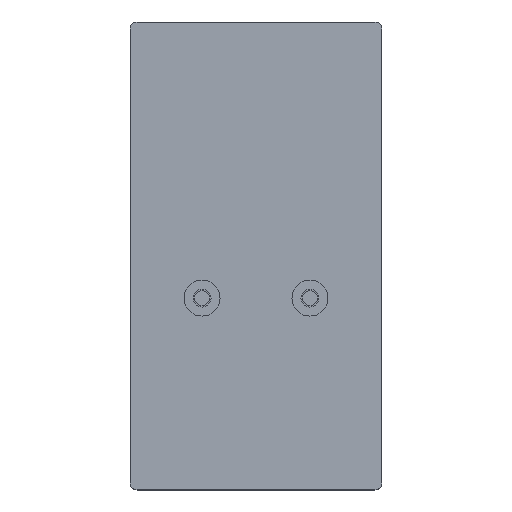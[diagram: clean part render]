
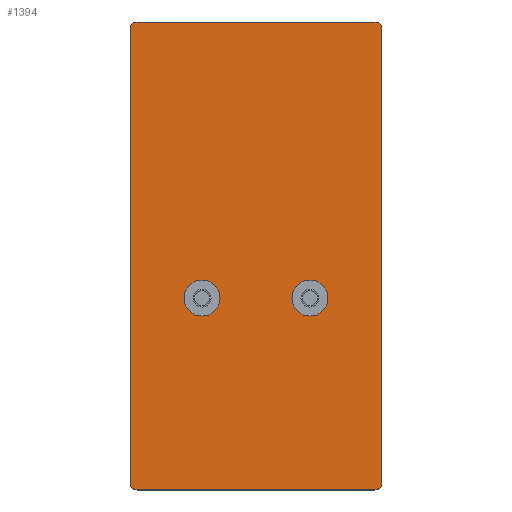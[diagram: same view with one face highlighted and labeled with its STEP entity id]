
A CAD part, top view. The second image highlights one B-rep face of the part: STEP entity #1394.
In plain terms, the highlighted face is planar.
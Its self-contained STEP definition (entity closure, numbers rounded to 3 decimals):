
#116 = VERTEX_POINT ( 'NONE', #8286 ) ;
#167 = CARTESIAN_POINT ( 'NONE',  ( 0., 0., 70. ) ) ;
#211 = ORIENTED_EDGE ( 'NONE', *, *, #6001, .T. ) ;
#239 = VERTEX_POINT ( 'NONE', #10808 ) ;
#314 = AXIS2_PLACEMENT_3D ( 'NONE', #11943, #3127, #2009 ) ;
#404 = CARTESIAN_POINT ( 'NONE',  ( 130., 0., 2. ) ) ;
#558 = DIRECTION ( 'NONE',  ( 0., -1., 0. ) ) ;
#595 = EDGE_LOOP ( 'NONE', ( #5168, #5354, #8326, #5035, #2385, #1427, #12958, #211 ) ) ;
#624 = VECTOR ( 'NONE', #7572, 1000. ) ;
#649 = VERTEX_POINT ( 'NONE', #3624 ) ;
#651 = VERTEX_POINT ( 'NONE', #6961 ) ;
#747 = CARTESIAN_POINT ( 'NONE',  ( 76.7, 0., 50. ) ) ;
#800 = VECTOR ( 'NONE', #9257, 1000. ) ;
#1064 = AXIS2_PLACEMENT_3D ( 'NONE', #8776, #11965, #3154 ) ;
#1394 = ADVANCED_FACE ( 'NONE', ( #8288, #1772, #12165 ), #6937, .F. ) ;
#1427 = ORIENTED_EDGE ( 'NONE', *, *, #3366, .T. ) ;
#1465 = CARTESIAN_POINT ( 'NONE',  ( 0., 0., 0. ) ) ;
#1772 = FACE_BOUND ( 'NONE', #12511, .T. ) ;
#1874 = EDGE_CURVE ( 'NONE', #239, #239, #5457, .T. ) ;
#1913 = DIRECTION ( 'NONE',  ( 0., 0., -1. ) ) ;
#2009 = DIRECTION ( 'NONE',  ( 0., 0., 1. ) ) ;
#2385 = ORIENTED_EDGE ( 'NONE', *, *, #2837, .F. ) ;
#2510 = VERTEX_POINT ( 'NONE', #404 ) ;
#2582 = DIRECTION ( 'NONE',  ( 0., 0., 1. ) ) ;
#2633 = CIRCLE ( 'NONE', #12790, 2. ) ;
#2652 = DIRECTION ( 'NONE',  ( -1., 0., 0. ) ) ;
#2837 = EDGE_CURVE ( 'NONE', #3202, #649, #6280, .T. ) ;
#3127 = DIRECTION ( 'NONE',  ( 0., -1., 0. ) ) ;
#3154 = DIRECTION ( 'NONE',  ( 0., 0., 1. ) ) ;
#3167 = VECTOR ( 'NONE', #9145, 1000. ) ;
#3202 = VERTEX_POINT ( 'NONE', #6003 ) ;
#3366 = EDGE_CURVE ( 'NONE', #3202, #651, #5908, .T. ) ;
#3624 = CARTESIAN_POINT ( 'NONE',  ( 0., 0., 68. ) ) ;
#3954 = VERTEX_POINT ( 'NONE', #8991 ) ;
#4145 = DIRECTION ( 'NONE',  ( 0., 0., -1. ) ) ;
#4563 = CARTESIAN_POINT ( 'NONE',  ( 128., 0., 70. ) ) ;
#4634 = DIRECTION ( 'NONE',  ( 0., 1., 0. ) ) ;
#4663 = VERTEX_POINT ( 'NONE', #7396 ) ;
#4666 = EDGE_CURVE ( 'NONE', #11866, #651, #12338, .T. ) ;
#4909 = EDGE_CURVE ( 'NONE', #116, #649, #13051, .T. ) ;
#5023 = AXIS2_PLACEMENT_3D ( 'NONE', #13177, #13226, #1913 ) ;
#5035 = ORIENTED_EDGE ( 'NONE', *, *, #4909, .T. ) ;
#5168 = ORIENTED_EDGE ( 'NONE', *, *, #7565, .F. ) ;
#5354 = ORIENTED_EDGE ( 'NONE', *, *, #5535, .T. ) ;
#5424 = CIRCLE ( 'NONE', #5023, 5. ) ;
#5457 = CIRCLE ( 'NONE', #7888, 5. ) ;
#5535 = EDGE_CURVE ( 'NONE', #3954, #12591, #2633, .T. ) ;
#5908 = CIRCLE ( 'NONE', #6397, 2. ) ;
#5929 = LINE ( 'NONE', #167, #800 ) ;
#6001 = EDGE_CURVE ( 'NONE', #11866, #2510, #11385, .T. ) ;
#6003 = CARTESIAN_POINT ( 'NONE',  ( 0., 0., 2. ) ) ;
#6038 = CARTESIAN_POINT ( 'NONE',  ( 0., 0., 0. ) ) ;
#6273 = EDGE_LOOP ( 'NONE', ( #10597 ) ) ;
#6280 = LINE ( 'NONE', #10854, #624 ) ;
#6397 = AXIS2_PLACEMENT_3D ( 'NONE', #13667, #6955, #2582 ) ;
#6549 = CARTESIAN_POINT ( 'NONE',  ( 128., 0., 68. ) ) ;
#6937 = PLANE ( 'NONE',  #9006 ) ;
#6955 = DIRECTION ( 'NONE',  ( 0., -1., 0. ) ) ;
#6961 = CARTESIAN_POINT ( 'NONE',  ( 2., 0., 0. ) ) ;
#7396 = CARTESIAN_POINT ( 'NONE',  ( 76.7, 0., 15. ) ) ;
#7565 = EDGE_CURVE ( 'NONE', #3954, #2510, #10884, .T. ) ;
#7572 = DIRECTION ( 'NONE',  ( 0., 0., 1. ) ) ;
#7632 = DIRECTION ( 'NONE',  ( 0., -1., 0. ) ) ;
#7888 = AXIS2_PLACEMENT_3D ( 'NONE', #747, #558, #4145 ) ;
#8286 = CARTESIAN_POINT ( 'NONE',  ( 2., 0., 70. ) ) ;
#8288 = FACE_BOUND ( 'NONE', #6273, .T. ) ;
#8326 = ORIENTED_EDGE ( 'NONE', *, *, #9577, .F. ) ;
#8776 = CARTESIAN_POINT ( 'NONE',  ( 2., 0., 68. ) ) ;
#8991 = CARTESIAN_POINT ( 'NONE',  ( 130., 0., 68. ) ) ;
#9006 = AXIS2_PLACEMENT_3D ( 'NONE', #1465, #4634, #12510 ) ;
#9046 = CARTESIAN_POINT ( 'NONE',  ( 130., 0., 0. ) ) ;
#9145 = DIRECTION ( 'NONE',  ( 0., 0., -1. ) ) ;
#9257 = DIRECTION ( 'NONE',  ( 1., 0., 0. ) ) ;
#9345 = VECTOR ( 'NONE', #2652, 1000. ) ;
#9577 = EDGE_CURVE ( 'NONE', #116, #12591, #5929, .T. ) ;
#10067 = DIRECTION ( 'NONE',  ( 0., 0., 1. ) ) ;
#10597 = ORIENTED_EDGE ( 'NONE', *, *, #13710, .F. ) ;
#10734 = ORIENTED_EDGE ( 'NONE', *, *, #1874, .F. ) ;
#10808 = CARTESIAN_POINT ( 'NONE',  ( 76.7, 0., 45. ) ) ;
#10854 = CARTESIAN_POINT ( 'NONE',  ( 0., 0., 0. ) ) ;
#10884 = LINE ( 'NONE', #9046, #3167 ) ;
#11385 = CIRCLE ( 'NONE', #314, 2. ) ;
#11412 = CARTESIAN_POINT ( 'NONE',  ( 128., 0., 0. ) ) ;
#11866 = VERTEX_POINT ( 'NONE', #11412 ) ;
#11943 = CARTESIAN_POINT ( 'NONE',  ( 128., 0., 2. ) ) ;
#11965 = DIRECTION ( 'NONE',  ( 0., -1., 0. ) ) ;
#12165 = FACE_OUTER_BOUND ( 'NONE', #595, .T. ) ;
#12338 = LINE ( 'NONE', #6038, #9345 ) ;
#12510 = DIRECTION ( 'NONE',  ( 0., 0., 1. ) ) ;
#12511 = EDGE_LOOP ( 'NONE', ( #10734 ) ) ;
#12591 = VERTEX_POINT ( 'NONE', #4563 ) ;
#12790 = AXIS2_PLACEMENT_3D ( 'NONE', #6549, #7632, #10067 ) ;
#12958 = ORIENTED_EDGE ( 'NONE', *, *, #4666, .F. ) ;
#13051 = CIRCLE ( 'NONE', #1064, 2. ) ;
#13177 = CARTESIAN_POINT ( 'NONE',  ( 76.7, 0., 20. ) ) ;
#13226 = DIRECTION ( 'NONE',  ( 0., -1., 0. ) ) ;
#13667 = CARTESIAN_POINT ( 'NONE',  ( 2., 0., 2. ) ) ;
#13710 = EDGE_CURVE ( 'NONE', #4663, #4663, #5424, .T. ) ;
